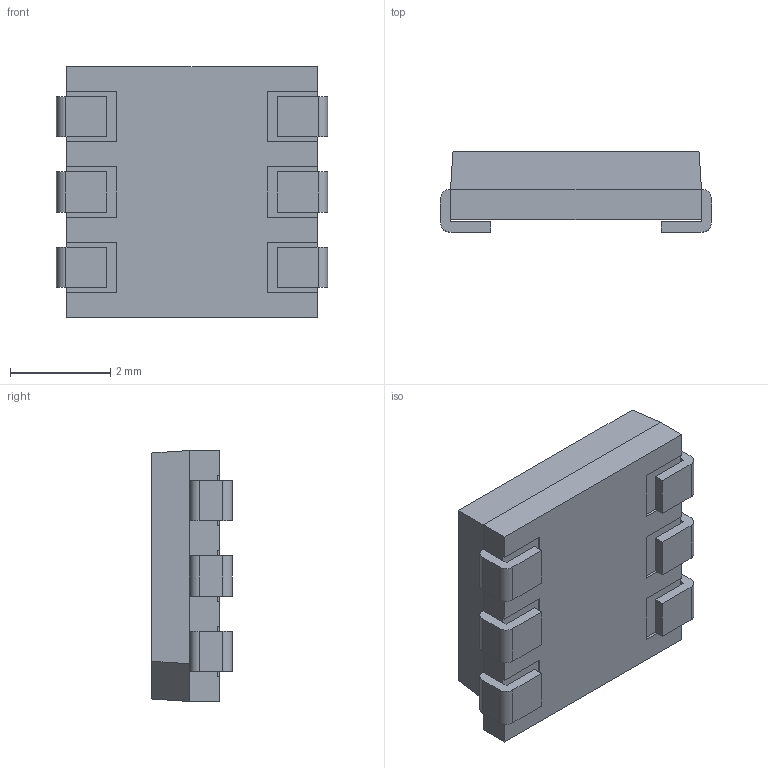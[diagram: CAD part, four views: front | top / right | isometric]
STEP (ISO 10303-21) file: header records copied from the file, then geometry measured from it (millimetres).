
FILE_DESCRIPTION (( 'STEP AP214' ), '1' );
FILE_NAME ('150505M173300.STEP', '2021-05-25T13:35:32', ( '' ), ( '' ), 'SwSTEP 2.0', 'SolidWorks 2018', '' );
FILE_SCHEMA (( 'AUTOMOTIVE_DESIGN' ));
Length unit declared in the file: millimetre
Products named in the file (2): 150505M173300
Bounding box: 5.4 x 1.6 x 5 mm (x, y, z)
Volume: 25.9 mm3; surface area: 98.5 mm2
Topology: 1 solids, 1 shells, 104 faces, 276 edges, 175 vertices
Faces by surface type: plane 90, cylinder 12, cone 2
Entity records: 4345 total; most frequent: CARTESIAN_POINT 557, ORIENTED_EDGE 552, DIRECTION 516, EDGE_CURVE 276, LINE 248, VECTOR 248, VERTEX_POINT 175, AXIS2_PLACEMENT_3D 134
